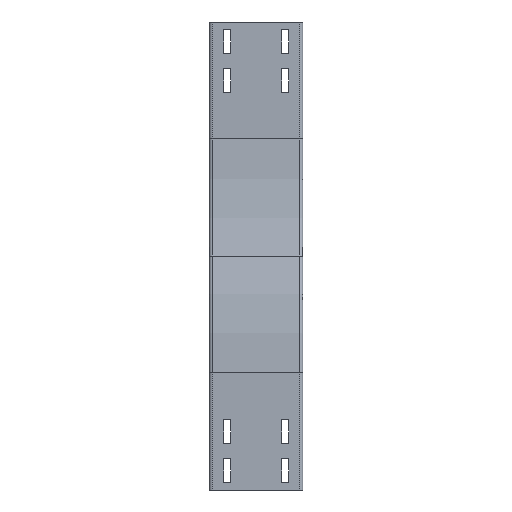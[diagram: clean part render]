
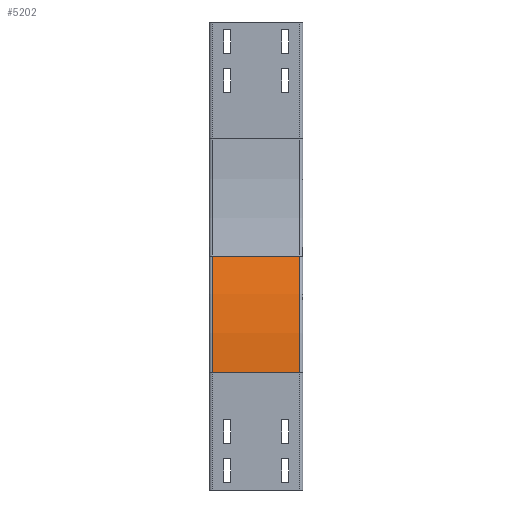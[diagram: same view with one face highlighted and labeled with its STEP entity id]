
A CAD part, left-side view. The second image highlights one B-rep face of the part: STEP entity #5202.
In plain terms, the highlighted cylindrical face has radius 462.5 mm (diameter 925 mm), a partial arc.
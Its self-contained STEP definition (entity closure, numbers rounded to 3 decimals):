
#151=CIRCLE('',#5622,462.5);
#152=CIRCLE('',#5624,462.5);
#288=CYLINDRICAL_SURFACE('',#5623,462.5);
#382=FACE_OUTER_BOUND('',#692,.T.);
#692=EDGE_LOOP('',(#3629,#3630,#3631,#3632));
#1089=LINE('',#7760,#1691);
#1100=LINE('',#7821,#1702);
#1691=VECTOR('',#6196,10.);
#1702=VECTOR('',#6267,10.);
#2271=VERTEX_POINT('',#7750);
#2275=VERTEX_POINT('',#7759);
#2293=VERTEX_POINT('',#7814);
#2295=VERTEX_POINT('',#7820);
#2767=EDGE_CURVE('',#2275,#2271,#1089,.T.);
#2796=EDGE_CURVE('',#2293,#2271,#151,.T.);
#2797=EDGE_CURVE('',#2295,#2293,#1100,.T.);
#2798=EDGE_CURVE('',#2295,#2275,#152,.T.);
#3629=ORIENTED_EDGE('',*,*,#2797,.T.);
#3630=ORIENTED_EDGE('',*,*,#2796,.T.);
#3631=ORIENTED_EDGE('',*,*,#2767,.F.);
#3632=ORIENTED_EDGE('',*,*,#2798,.F.);
#5202=ADVANCED_FACE('',(#382),#288,.T.);
#5622=AXIS2_PLACEMENT_3D('',#7818,#6263,#6264);
#5623=AXIS2_PLACEMENT_3D('',#7819,#6265,#6266);
#5624=AXIS2_PLACEMENT_3D('',#7822,#6268,#6269);
#6196=DIRECTION('',(0.,1.,0.));
#6263=DIRECTION('center_axis',(0.,-1.,0.));
#6264=DIRECTION('ref_axis',(-0.946,0.,0.324));
#6265=DIRECTION('center_axis',(0.,-1.,0.));
#6266=DIRECTION('ref_axis',(1.,0.,0.));
#6267=DIRECTION('',(0.,1.,0.));
#6268=DIRECTION('center_axis',(0.,-1.,0.));
#6269=DIRECTION('ref_axis',(-0.946,0.,0.324));
#7750=CARTESIAN_POINT('',(-81.,116.,-300.));
#7759=CARTESIAN_POINT('',(-81.,4.,-300.));
#7760=CARTESIAN_POINT('',(-81.,4.,-300.));
#7814=CARTESIAN_POINT('',(-56.,116.,-150.));
#7818=CARTESIAN_POINT('Origin',(381.5,116.,-300.));
#7819=CARTESIAN_POINT('Origin',(381.5,60.,-300.));
#7820=CARTESIAN_POINT('',(-56.,4.,-150.));
#7821=CARTESIAN_POINT('',(-56.,4.,-150.));
#7822=CARTESIAN_POINT('Origin',(381.5,4.,-300.));
